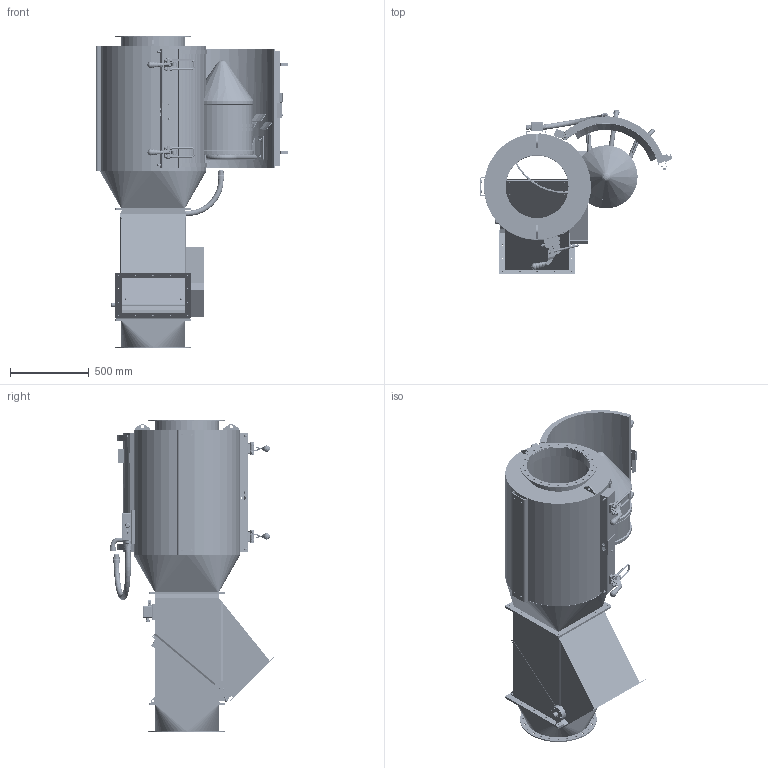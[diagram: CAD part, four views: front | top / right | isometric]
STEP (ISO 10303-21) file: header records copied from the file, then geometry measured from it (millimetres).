
FILE_DESCRIPTION(/* description */ (''),/* implementation_level */ '2;1');
FILE_NAME(/* name */ 'SPEA001065 - Customer.stp',/* time_stamp */ '2014-02-17T14:55:40+01:00',/* author */ ('bs'),/* organization */ (''),/* preprocessor_version */ 'ST-DEVELOPER v15.2',/* originating_system */ 'Autodesk Inventor 2014',/* authorisation */ '');
FILE_SCHEMA (('AUTOMOTIVE_DESIGN { 1 0 10303 214 3 1 1 }'));
Products named in the file (1): SPEA001065 - Customer
Bounding box: 1220.35 x 1046.66 x 1983 mm (x, y, z)
Volume: 47413858.7 mm3; surface area: 16534458.1 mm2
Topology: 48 solids, 49 shells, 9240 faces, 23763 edges, 15420 vertices
Faces by surface type: plane 5109, cylinder 1949, bspline 1448, cone 589, torus 121, sphere 24
Full cylindrical faces by diameter (mm): 2 x8, 2.459 x3, 3.242 x25, 3.3 x2, 3.5 x8, 4 x1, 4.134 x7, 4.6 x14, 4.917 x13, 5 x2, 5.5 x3, 5.8 x1, 5.9 x1, 6 x11, 6.5 x1, 6.647 x20, 7 x2, 7.16 x1, 7.4 x6, 7.48 x1, 8 x33, 8.2 x2, 8.331 x1, 8.376 x11, 8.4 x2, 8.566 x5, 8.667 x1, 8.75 x3, 9 x45, 10 x89
Entity records: 341085 total; most frequent: CARTESIAN_POINT 121700, ORIENTED_EDGE 44820, DIRECTION 39037, EDGE_CURVE 22151, VERTEX_POINT 14627, LINE 13459, VECTOR 13459, AXIS2_PLACEMENT_3D 12789
